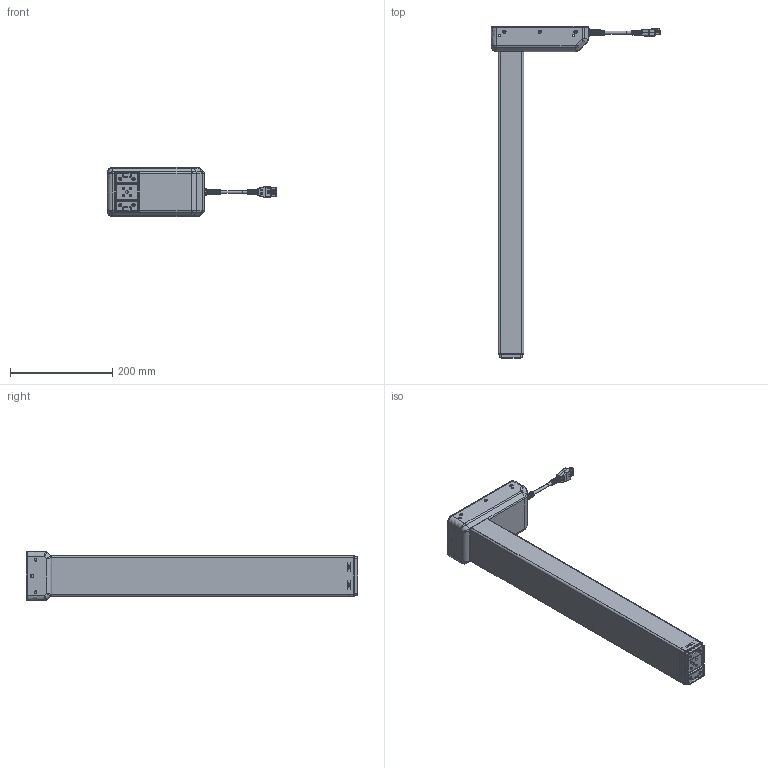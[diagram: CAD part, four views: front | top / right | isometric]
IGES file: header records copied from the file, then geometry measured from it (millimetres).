
Global section: file name: DD452.2.igs; native system: NX V12.0; preprocessor: SIEMENS PLM Software NX 12.0; date: 20210305.121624; units: millimetre
Bounding box: 331.1 x 650 x 96 mm (x, y, z)
Surface area: 753187.3 mm2 (no closed solid volume)
Topology: 0 solids, 0 shells, 2735 faces, 23505 edges, 30369 vertices
Faces by surface type: bspline 2735
